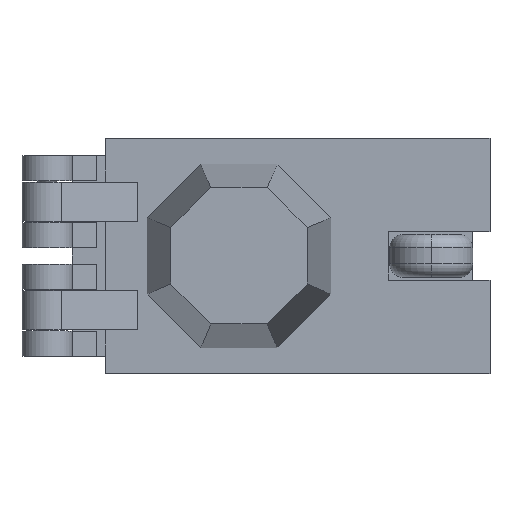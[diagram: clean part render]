
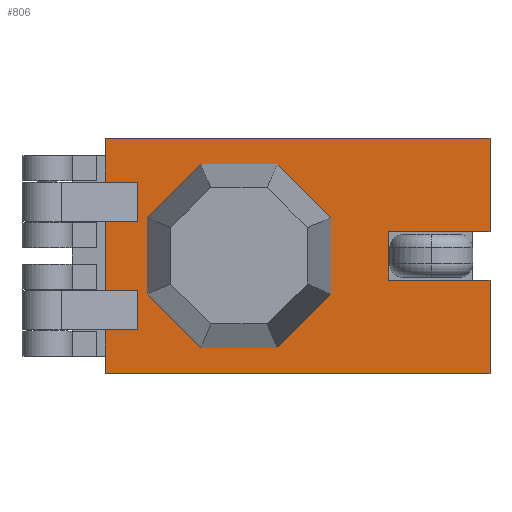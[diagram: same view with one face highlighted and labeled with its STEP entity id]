
A CAD part, top view. The second image highlights one B-rep face of the part: STEP entity #806.
In plain terms, the highlighted planar face has unit normal (0, 0, 1).
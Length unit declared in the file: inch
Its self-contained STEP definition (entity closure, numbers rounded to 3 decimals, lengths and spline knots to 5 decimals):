
#306=FACE_BOUND('',#1083,.T.);
#307=FACE_BOUND('',#1084,.T.);
#427=LINE('',#3143,#637);
#428=LINE('',#3145,#638);
#429=LINE('',#3148,#639);
#430=LINE('',#3150,#640);
#431=LINE('',#3152,#641);
#432=LINE('',#3154,#642);
#433=LINE('',#3156,#643);
#434=LINE('',#3158,#644);
#435=LINE('',#3160,#645);
#436=LINE('',#3161,#646);
#437=LINE('',#3163,#647);
#438=LINE('',#3165,#648);
#439=LINE('',#3167,#649);
#440=LINE('',#3169,#650);
#441=LINE('',#3171,#651);
#442=LINE('',#3173,#652);
#443=LINE('',#3175,#653);
#444=LINE('',#3177,#654);
#445=LINE('',#3179,#655);
#446=LINE('',#3181,#656);
#447=LINE('',#3183,#657);
#448=LINE('',#3185,#658);
#449=LINE('',#3187,#659);
#450=LINE('',#3189,#660);
#637=VECTOR('',#2530,1.);
#638=VECTOR('',#2533,1.);
#639=VECTOR('',#2534,1.);
#640=VECTOR('',#2535,1.);
#641=VECTOR('',#2536,1.);
#642=VECTOR('',#2537,1.);
#643=VECTOR('',#2538,1.);
#644=VECTOR('',#2539,1.);
#645=VECTOR('',#2540,1.);
#646=VECTOR('',#2541,1.);
#647=VECTOR('',#2542,1.);
#648=VECTOR('',#2543,1.);
#649=VECTOR('',#2544,1.);
#650=VECTOR('',#2545,1.);
#651=VECTOR('',#2546,1.);
#652=VECTOR('',#2547,1.);
#653=VECTOR('',#2548,1.);
#654=VECTOR('',#2549,1.);
#655=VECTOR('',#2550,1.);
#656=VECTOR('',#2551,1.);
#657=VECTOR('',#2552,1.);
#658=VECTOR('',#2553,1.);
#659=VECTOR('',#2554,1.);
#660=VECTOR('',#2555,1.);
#806=ADVANCED_FACE('',(#306,#307),#885,.F.);
#885=PLANE('',#2198);
#1083=EDGE_LOOP('',(#1400,#1401,#1402,#1403,#1404,#1405,#1406,#1407));
#1084=EDGE_LOOP('',(#1408,#1409,#1410,#1411,#1412,#1413,#1414,#1415,#1416,
#1417,#1418,#1419,#1420,#1421,#1422,#1423));
#1400=ORIENTED_EDGE('',*,*,#1945,.T.);
#1401=ORIENTED_EDGE('',*,*,#1946,.T.);
#1402=ORIENTED_EDGE('',*,*,#1947,.T.);
#1403=ORIENTED_EDGE('',*,*,#1948,.T.);
#1404=ORIENTED_EDGE('',*,*,#1949,.T.);
#1405=ORIENTED_EDGE('',*,*,#1950,.T.);
#1406=ORIENTED_EDGE('',*,*,#1951,.T.);
#1407=ORIENTED_EDGE('',*,*,#1952,.T.);
#1408=ORIENTED_EDGE('',*,*,#1953,.F.);
#1409=ORIENTED_EDGE('',*,*,#1944,.T.);
#1410=ORIENTED_EDGE('',*,*,#1954,.F.);
#1411=ORIENTED_EDGE('',*,*,#1955,.F.);
#1412=ORIENTED_EDGE('',*,*,#1956,.F.);
#1413=ORIENTED_EDGE('',*,*,#1957,.F.);
#1414=ORIENTED_EDGE('',*,*,#1958,.F.);
#1415=ORIENTED_EDGE('',*,*,#1959,.F.);
#1416=ORIENTED_EDGE('',*,*,#1960,.T.);
#1417=ORIENTED_EDGE('',*,*,#1961,.T.);
#1418=ORIENTED_EDGE('',*,*,#1962,.T.);
#1419=ORIENTED_EDGE('',*,*,#1963,.T.);
#1420=ORIENTED_EDGE('',*,*,#1964,.F.);
#1421=ORIENTED_EDGE('',*,*,#1965,.T.);
#1422=ORIENTED_EDGE('',*,*,#1966,.T.);
#1423=ORIENTED_EDGE('',*,*,#1967,.F.);
#1728=VERTEX_POINT('',#3134);
#1732=VERTEX_POINT('',#3142);
#1733=VERTEX_POINT('',#3146);
#1734=VERTEX_POINT('',#3147);
#1735=VERTEX_POINT('',#3149);
#1736=VERTEX_POINT('',#3151);
#1737=VERTEX_POINT('',#3153);
#1738=VERTEX_POINT('',#3155);
#1739=VERTEX_POINT('',#3157);
#1740=VERTEX_POINT('',#3159);
#1741=VERTEX_POINT('',#3162);
#1742=VERTEX_POINT('',#3164);
#1743=VERTEX_POINT('',#3166);
#1744=VERTEX_POINT('',#3168);
#1745=VERTEX_POINT('',#3170);
#1746=VERTEX_POINT('',#3172);
#1747=VERTEX_POINT('',#3174);
#1748=VERTEX_POINT('',#3176);
#1749=VERTEX_POINT('',#3178);
#1750=VERTEX_POINT('',#3180);
#1751=VERTEX_POINT('',#3182);
#1752=VERTEX_POINT('',#3184);
#1753=VERTEX_POINT('',#3186);
#1754=VERTEX_POINT('',#3188);
#1944=EDGE_CURVE('',#1728,#1732,#427,.T.);
#1945=EDGE_CURVE('',#1733,#1734,#428,.T.);
#1946=EDGE_CURVE('',#1734,#1735,#429,.T.);
#1947=EDGE_CURVE('',#1735,#1736,#430,.T.);
#1948=EDGE_CURVE('',#1736,#1737,#431,.T.);
#1949=EDGE_CURVE('',#1737,#1738,#432,.T.);
#1950=EDGE_CURVE('',#1738,#1739,#433,.T.);
#1951=EDGE_CURVE('',#1739,#1740,#434,.T.);
#1952=EDGE_CURVE('',#1740,#1733,#435,.T.);
#1953=EDGE_CURVE('',#1728,#1741,#436,.T.);
#1954=EDGE_CURVE('',#1742,#1732,#437,.T.);
#1955=EDGE_CURVE('',#1743,#1742,#438,.T.);
#1956=EDGE_CURVE('',#1744,#1743,#439,.T.);
#1957=EDGE_CURVE('',#1745,#1744,#440,.T.);
#1958=EDGE_CURVE('',#1746,#1745,#441,.T.);
#1959=EDGE_CURVE('',#1747,#1746,#442,.T.);
#1960=EDGE_CURVE('',#1747,#1748,#443,.T.);
#1961=EDGE_CURVE('',#1748,#1749,#444,.T.);
#1962=EDGE_CURVE('',#1749,#1750,#445,.T.);
#1963=EDGE_CURVE('',#1750,#1751,#446,.T.);
#1964=EDGE_CURVE('',#1752,#1751,#447,.T.);
#1965=EDGE_CURVE('',#1752,#1753,#448,.T.);
#1966=EDGE_CURVE('',#1753,#1754,#449,.T.);
#1967=EDGE_CURVE('',#1741,#1754,#450,.T.);
#2198=AXIS2_PLACEMENT_3D('',#3190,#2556,#2557);
#2530=DIRECTION('',(0.,-1.,0.));
#2533=DIRECTION('',(0.,1.,0.));
#2534=DIRECTION('',(0.707,0.707,0.));
#2535=DIRECTION('',(1.,0.,0.));
#2536=DIRECTION('',(0.707,-0.707,0.));
#2537=DIRECTION('',(0.,-1.,0.));
#2538=DIRECTION('',(-0.707,-0.707,0.));
#2539=DIRECTION('',(-1.,0.,0.));
#2540=DIRECTION('',(-0.707,0.707,0.));
#2541=DIRECTION('',(1.,0.,0.));
#2542=DIRECTION('',(-1.,0.,0.));
#2543=DIRECTION('',(0.,-1.,0.));
#2544=DIRECTION('',(1.,0.,0.));
#2545=DIRECTION('',(0.,-1.,0.));
#2546=DIRECTION('',(-1.,0.,0.));
#2547=DIRECTION('',(0.,-1.,0.));
#2548=DIRECTION('',(-1.,0.,0.));
#2549=DIRECTION('',(0.,-1.,0.));
#2550=DIRECTION('',(1.,0.,0.));
#2551=DIRECTION('',(0.,-1.,0.));
#2552=DIRECTION('',(1.,0.,0.));
#2553=DIRECTION('',(0.,-1.,0.));
#2554=DIRECTION('',(1.,0.,0.));
#2555=DIRECTION('',(0.,1.,0.));
#2556=DIRECTION('',(0.,0.,-1.));
#2557=DIRECTION('',(-1.,0.,0.));
#3134=CARTESIAN_POINT('',(0.,-0.5525,0.12));
#3142=CARTESIAN_POINT('',(0.,-0.88,0.12));
#3143=CARTESIAN_POINT('',(0.,0.88,0.12));
#3145=CARTESIAN_POINT('',(0.3125,0.,0.12));
#3146=CARTESIAN_POINT('',(0.3125,-0.28477,0.12));
#3147=CARTESIAN_POINT('',(0.3125,0.28477,0.12));
#3148=CARTESIAN_POINT('',(0.01386,-0.01386,0.12));
#3149=CARTESIAN_POINT('',(0.71523,0.6875,0.12));
#3150=CARTESIAN_POINT('',(0.,0.6875,0.12));
#3151=CARTESIAN_POINT('',(1.28477,0.6875,0.12));
#3152=CARTESIAN_POINT('',(0.98614,0.98614,0.12));
#3153=CARTESIAN_POINT('',(1.6875,0.28477,0.12));
#3154=CARTESIAN_POINT('',(1.6875,0.,0.12));
#3155=CARTESIAN_POINT('',(1.6875,-0.28477,0.12));
#3156=CARTESIAN_POINT('',(0.98614,-0.98614,0.12));
#3157=CARTESIAN_POINT('',(1.28477,-0.6875,0.12));
#3158=CARTESIAN_POINT('',(0.,-0.6875,0.12));
#3159=CARTESIAN_POINT('',(0.71523,-0.6875,0.12));
#3160=CARTESIAN_POINT('',(0.01386,0.01386,0.12));
#3161=CARTESIAN_POINT('',(2.88,-0.5525,0.12));
#3162=CARTESIAN_POINT('',(0.24083,-0.5525,0.12));
#3163=CARTESIAN_POINT('',(2.88,-0.88,0.12));
#3164=CARTESIAN_POINT('',(2.88,-0.88,0.12));
#3165=CARTESIAN_POINT('',(2.88,0.88,0.12));
#3166=CARTESIAN_POINT('',(2.88,-0.18,0.12));
#3167=CARTESIAN_POINT('',(2.88,-0.18,0.12));
#3168=CARTESIAN_POINT('',(2.12,-0.18,0.12));
#3169=CARTESIAN_POINT('',(2.12,0.88,0.12));
#3170=CARTESIAN_POINT('',(2.12,0.18,0.12));
#3171=CARTESIAN_POINT('',(2.88,0.18,0.12));
#3172=CARTESIAN_POINT('',(2.88,0.18,0.12));
#3173=CARTESIAN_POINT('',(2.88,0.88,0.12));
#3174=CARTESIAN_POINT('',(2.88,0.88,0.12));
#3175=CARTESIAN_POINT('',(2.88,0.88,0.12));
#3176=CARTESIAN_POINT('',(0.,0.88,0.12));
#3177=CARTESIAN_POINT('',(0.,0.88,0.12));
#3178=CARTESIAN_POINT('',(0.,0.5525,0.12));
#3179=CARTESIAN_POINT('',(2.88,0.5525,0.12));
#3180=CARTESIAN_POINT('',(0.24083,0.5525,0.12));
#3181=CARTESIAN_POINT('',(0.24083,0.5525,0.12));
#3182=CARTESIAN_POINT('',(0.24083,0.26,0.12));
#3183=CARTESIAN_POINT('',(2.88,0.26,0.12));
#3184=CARTESIAN_POINT('',(0.,0.26,0.12));
#3185=CARTESIAN_POINT('',(0.,0.88,0.12));
#3186=CARTESIAN_POINT('',(0.,-0.26,0.12));
#3187=CARTESIAN_POINT('',(2.88,-0.26,0.12));
#3188=CARTESIAN_POINT('',(0.24083,-0.26,0.12));
#3189=CARTESIAN_POINT('',(0.24083,-0.5525,0.12));
#3190=CARTESIAN_POINT('',(2.88,0.88,0.12));
